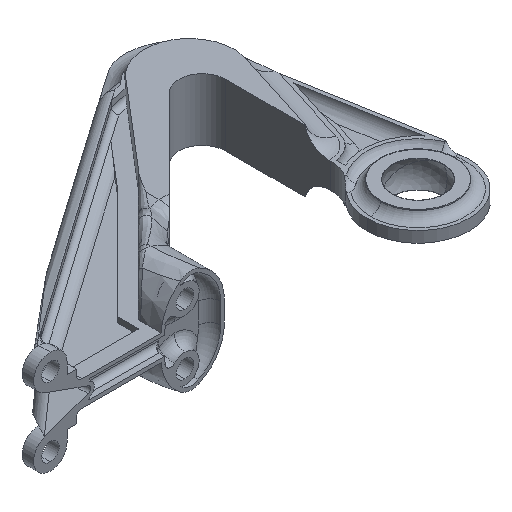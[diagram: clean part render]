
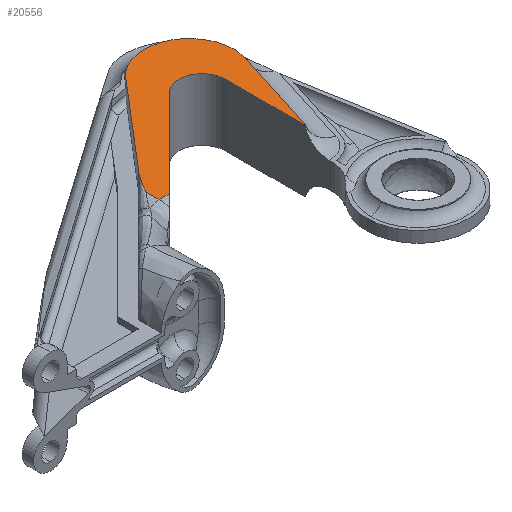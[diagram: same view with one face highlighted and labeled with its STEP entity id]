
A CAD part, isometric view. The second image highlights one B-rep face of the part: STEP entity #20556.
In plain terms, the highlighted planar face has unit normal (0, 0, 1).
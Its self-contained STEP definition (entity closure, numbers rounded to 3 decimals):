
#8226=CARTESIAN_POINT(' ',(90.217,49.041,8.5));
#8231=DIRECTION(' ',(0.,0.,-1.));
#8236=DIRECTION(' ',(-0.761,0.649,0.));
#8241=AXIS2_PLACEMENT_3D(' ',#8226,#8231,#8236);
#8246=CIRCLE('',#8241,12.297);
#8251=CARTESIAN_POINT(' ',(80.859,57.018,8.5));
#8252=VERTEX_POINT(' ',#8251);
#8256=CARTESIAN_POINT(' ',(102.514,49.041,8.5));
#8257=VERTEX_POINT(' ',#8256);
#8261=EDGE_CURVE(' ',#8252,#8257,#8246,.T.);
#8766=CARTESIAN_POINT(' ',(90.217,49.041,8.5));
#8771=DIRECTION(' ',(0.,0.,-1.));
#8776=DIRECTION(' ',(1.,0.,0.));
#8781=AXIS2_PLACEMENT_3D(' ',#8766,#8771,#8776);
#8786=CIRCLE('',#8781,12.297);
#8791=CARTESIAN_POINT(' ',(101.945,45.343,8.5));
#8792=VERTEX_POINT(' ',#8791);
#8796=EDGE_CURVE(' ',#8257,#8792,#8786,.T.);
#8941=CARTESIAN_POINT(' ',(101.945,45.343,8.5));
#8946=DIRECTION(' ',(-0.301,-0.954,0.));
#8951=VECTOR(' ',#8946,1.);
#8956=LINE('',#8941,#8951);
#8961=CARTESIAN_POINT(' ',(94.429,21.508,8.5));
#8962=VERTEX_POINT(' ',#8961);
#8966=EDGE_CURVE(' ',#8792,#8962,#8956,.T.);
#16421=CARTESIAN_POINT(' ',(94.334,21.538,8.5));
#16426=DIRECTION(' ',(0.,0.,-1.));
#16431=DIRECTION(' ',(0.954,-0.301,0.));
#16436=AXIS2_PLACEMENT_3D(' ',#16421,#16426,#16431);
#16441=CIRCLE('',#16436,0.1);
#16446=CARTESIAN_POINT(' ',(94.234,21.538,8.5));
#16447=VERTEX_POINT(' ',#16446);
#16451=EDGE_CURVE(' ',#8962,#16447,#16441,.T.);
#16816=CARTESIAN_POINT(' ',(94.234,21.538,8.5));
#16821=DIRECTION(' ',(0.,1.,0.));
#16826=VECTOR(' ',#16821,1.);
#16831=LINE('',#16816,#16826);
#16836=CARTESIAN_POINT(' ',(94.234,43.135,8.5));
#16837=VERTEX_POINT(' ',#16836);
#16841=EDGE_CURVE(' ',#16447,#16837,#16831,.T.);
#20256=DIRECTION(' ',(0.,0.,1.));
#20261=CARTESIAN_POINT(' ',(56.625,21.436,8.5));
#20266=DIRECTION(' ',(1.,0.,0.));
#20271=AXIS2_PLACEMENT_3D(' ',#20261,#20256,#20266);
#20276=PLANE('',#20271);
#20281=CARTESIAN_POINT(' ',(80.859,57.018,8.5));
#20286=DIRECTION(' ',(-0.649,-0.761,0.));
#20291=VECTOR(' ',#20286,1.);
#20296=LINE('',#20281,#20291);
#20301=CARTESIAN_POINT(' ',(60.972,33.689,8.5));
#20302=VERTEX_POINT(' ',#20301);
#20306=EDGE_CURVE(' ',#8252,#20302,#20296,.T.);
#20311=ORIENTED_EDGE(' ',*,*,#20306,.T.);
#20316=CARTESIAN_POINT(' ',(60.972,33.689,8.5));
#20321=CARTESIAN_POINT(' ',(60.597,33.313,8.5));
#20326=CARTESIAN_POINT(' ',(60.256,32.916,8.5));
#20331=CARTESIAN_POINT(' ',(58.963,31.254,8.5));
#20336=CARTESIAN_POINT(' ',(58.113,29.828,8.5));
#20341=CARTESIAN_POINT(' ',(57.137,28.126,8.5));
#20346=CARTESIAN_POINT(' ',(56.828,27.578,8.5));
#20351=CARTESIAN_POINT(' ',(56.625,27.22,8.5));
#20356=B_SPLINE_CURVE_WITH_KNOTS('',3,(#20316,#20321,#20326,#20331,#20336,#20341,#20346,#20351),.UNSPECIFIED.,.F.,.U.,(4,2,2,4),(0.,0.207,0.827,1.),.UNSPECIFIED.);
#20361=CARTESIAN_POINT(' ',(56.625,27.22,8.5));
#20362=VERTEX_POINT(' ',#20361);
#20366=EDGE_CURVE(' ',#20302,#20362,#20356,.T.);
#20371=ORIENTED_EDGE(' ',*,*,#20366,.T.);
#20376=CARTESIAN_POINT(' ',(56.625,27.22,8.5));
#20381=DIRECTION(' ',(0.,-1.,0.));
#20386=VECTOR(' ',#20381,1.);
#20391=LINE('',#20376,#20386);
#20396=CARTESIAN_POINT(' ',(56.625,23.692,8.5));
#20397=VERTEX_POINT(' ',#20396);
#20401=EDGE_CURVE(' ',#20362,#20397,#20391,.T.);
#20406=ORIENTED_EDGE(' ',*,*,#20401,.T.);
#20411=CARTESIAN_POINT(' ',(57.625,7.714,8.5));
#20416=DIRECTION(' ',(0.,-0.,-1.));
#20421=DIRECTION(' ',(-0.062,0.998,0.));
#20426=AXIS2_PLACEMENT_3D(' ',#20411,#20416,#20421);
#20431=CIRCLE('',#20426,16.009);
#20436=CARTESIAN_POINT(' ',(59.394,23.625,8.5));
#20437=VERTEX_POINT(' ',#20436);
#20441=EDGE_CURVE(' ',#20397,#20437,#20431,.T.);
#20446=ORIENTED_EDGE(' ',*,*,#20441,.T.);
#20451=CARTESIAN_POINT(' ',(59.394,23.625,8.5));
#20456=DIRECTION(' ',(0.707,0.707,0.));
#20461=VECTOR(' ',#20456,1.);
#20466=LINE('',#20451,#20461);
#20471=CARTESIAN_POINT(' ',(83.394,47.625,8.5));
#20472=VERTEX_POINT(' ',#20471);
#20476=EDGE_CURVE(' ',#20437,#20472,#20466,.T.);
#20481=ORIENTED_EDGE(' ',*,*,#20476,.T.);
#20486=CARTESIAN_POINT(' ',(87.884,43.135,8.5));
#20491=DIRECTION(' ',(0.,0.,-1.));
#20496=DIRECTION(' ',(-0.707,0.707,0.));
#20501=AXIS2_PLACEMENT_3D(' ',#20486,#20491,#20496);
#20506=CIRCLE('',#20501,6.35);
#20511=EDGE_CURVE(' ',#20472,#16837,#20506,.T.);
#20516=ORIENTED_EDGE(' ',*,*,#20511,.T.);
#20521=ORIENTED_EDGE(' ',*,*,#16841,.F.);
#20526=ORIENTED_EDGE(' ',*,*,#16451,.F.);
#20531=ORIENTED_EDGE(' ',*,*,#8966,.F.);
#20536=ORIENTED_EDGE(' ',*,*,#8796,.F.);
#20541=ORIENTED_EDGE(' ',*,*,#8261,.F.);
#20546=EDGE_LOOP(' ',(#20311,#20371,#20406,#20446,#20481,#20516,#20521,#20526,#20531,#20536,#20541));
#20551=FACE_OUTER_BOUND(' ',#20546,.T.);
#20556=ADVANCED_FACE('NONE.78',(#20551),#20276,.T.);
